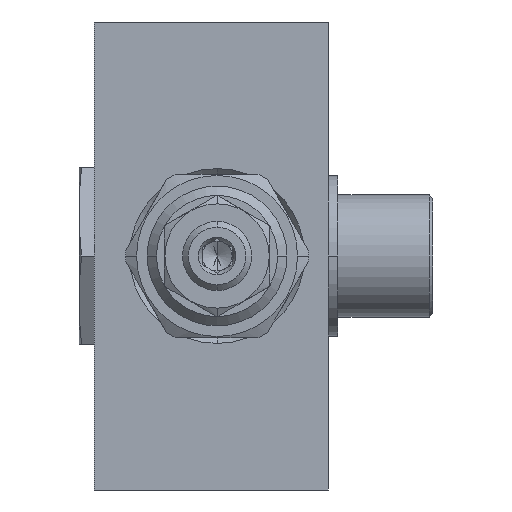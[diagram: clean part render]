
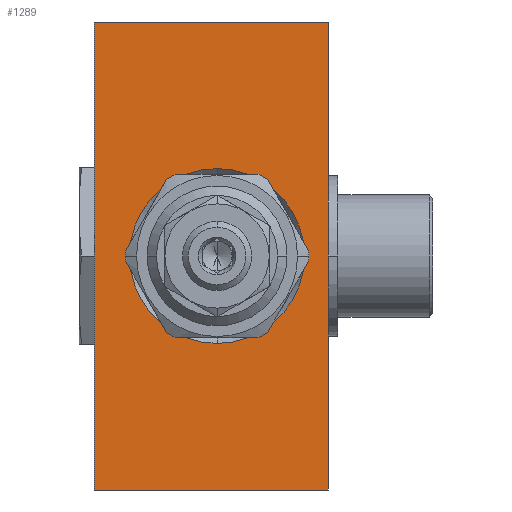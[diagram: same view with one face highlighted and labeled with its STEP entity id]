
A CAD part, left-side view. The second image highlights one B-rep face of the part: STEP entity #1289.
In plain terms, the highlighted planar face has unit normal (-1, 0, 0).
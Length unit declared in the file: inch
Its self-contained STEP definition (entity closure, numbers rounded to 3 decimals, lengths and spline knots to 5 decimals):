
#1=DIRECTION('',(0.,-1.,0.));
#2=VECTOR('',#1,1.25);
#3=CARTESIAN_POINT('',(0.,0.,0.));
#4=LINE('',#3,#2);
#27=DIRECTION('',(0.,0.,1.));
#28=VECTOR('',#27,2.5);
#29=CARTESIAN_POINT('',(0.,0.,0.));
#30=LINE('',#29,#28);
#31=CARTESIAN_POINT('',(0.,-0.656,1.25));
#32=DIRECTION('',(1.,0.,0.));
#33=DIRECTION('',(0.,0.,-1.));
#34=AXIS2_PLACEMENT_3D('',#31,#32,#33);
#36=CARTESIAN_POINT('',(0.,-0.656,1.25));
#37=DIRECTION('',(1.,0.,0.));
#38=DIRECTION('',(0.,0.,1.));
#39=AXIS2_PLACEMENT_3D('',#36,#37,#38);
#59=DIRECTION('',(0.,0.,1.));
#60=VECTOR('',#59,2.5);
#61=CARTESIAN_POINT('',(0.,-1.25,0.));
#62=LINE('',#61,#60);
#73=DIRECTION('',(0.,-1.,0.));
#74=VECTOR('',#73,1.25);
#75=CARTESIAN_POINT('',(0.,0.,2.5));
#76=LINE('',#75,#74);
#1079=CARTESIAN_POINT('',(0.,0.,0.));
#1080=CARTESIAN_POINT('',(0.,-1.25,0.));
#1081=VERTEX_POINT('',#1079);
#1082=VERTEX_POINT('',#1080);
#1087=CARTESIAN_POINT('',(0.,0.,2.5));
#1088=CARTESIAN_POINT('',(0.,-1.25,2.5));
#1089=VERTEX_POINT('',#1087);
#1090=VERTEX_POINT('',#1088);
#1223=CARTESIAN_POINT('',(0.,-0.656,1.717));
#1224=VERTEX_POINT('',#1223);
#1233=CARTESIAN_POINT('',(0.,-0.656,0.783));
#1234=VERTEX_POINT('',#1233);
#1269=CARTESIAN_POINT('',(0.,0.,0.));
#1270=DIRECTION('',(-1.,0.,0.));
#1271=DIRECTION('',(0.,-1.,0.));
#1272=AXIS2_PLACEMENT_3D('',#1269,#1270,#1271);
#1273=PLANE('',#1272);
#1274=ORIENTED_EDGE('',*,*,#1252,.F.);
#1276=ORIENTED_EDGE('',*,*,#1275,.T.);
#1278=ORIENTED_EDGE('',*,*,#1277,.T.);
#1280=ORIENTED_EDGE('',*,*,#1279,.F.);
#1281=EDGE_LOOP('',(#1274,#1276,#1278,#1280));
#1282=FACE_OUTER_BOUND('',#1281,.F.);
#1284=ORIENTED_EDGE('',*,*,#1283,.F.);
#1286=ORIENTED_EDGE('',*,*,#1285,.F.);
#1287=EDGE_LOOP('',(#1284,#1286));
#1288=FACE_BOUND('',#1287,.F.);
#1289=ADVANCED_FACE('',(#1282,#1288),#1273,.T.);
#35=CIRCLE('',#34,0.467);
#40=CIRCLE('',#39,0.467);
#1252=EDGE_CURVE('',#1081,#1082,#4,.T.);
#1275=EDGE_CURVE('',#1081,#1089,#30,.T.);
#1277=EDGE_CURVE('',#1089,#1090,#76,.T.);
#1279=EDGE_CURVE('',#1082,#1090,#62,.T.);
#1283=EDGE_CURVE('',#1234,#1224,#35,.T.);
#1285=EDGE_CURVE('',#1224,#1234,#40,.T.);
